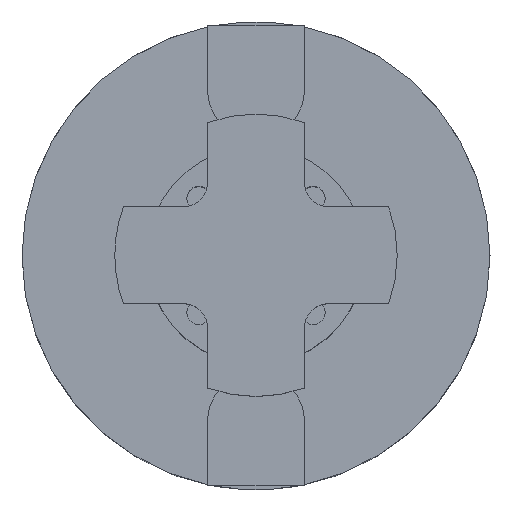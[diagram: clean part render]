
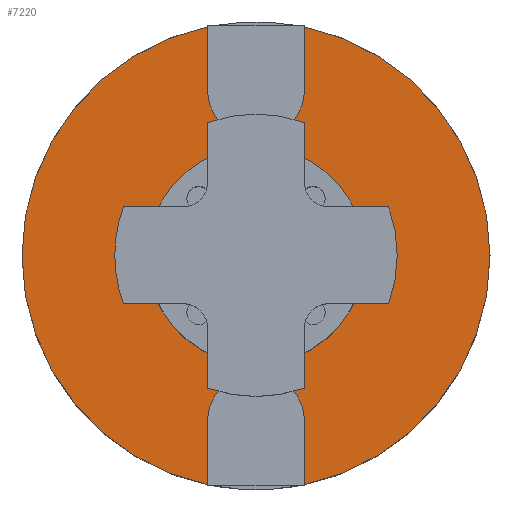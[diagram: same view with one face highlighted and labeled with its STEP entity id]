
A CAD part, top view. The second image highlights one B-rep face of the part: STEP entity #7220.
In plain terms, the highlighted planar face has unit normal (0, 0, 1).
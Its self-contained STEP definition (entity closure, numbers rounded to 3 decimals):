
#62 = CARTESIAN_POINT ( 'NONE',  ( -6., -20.5, 40. ) ) ;
#113 = CARTESIAN_POINT ( 'NONE',  ( -6., 20.5, 40. ) ) ;
#117 = ORIENTED_EDGE ( 'NONE', *, *, #6301, .F. ) ;
#145 = EDGE_CURVE ( 'NONE', #5048, #800, #5180, .T. ) ;
#199 = VERTEX_POINT ( 'NONE', #1064 ) ;
#277 = CARTESIAN_POINT ( 'NONE',  ( 6., -20.5, 40. ) ) ;
#303 = EDGE_CURVE ( 'NONE', #199, #2224, #1488, .T. ) ;
#317 = AXIS2_PLACEMENT_3D ( 'NONE', #4104, #2318, #1235 ) ;
#343 = CARTESIAN_POINT ( 'NONE',  ( -13.5, 0., 40. ) ) ;
#400 = CARTESIAN_POINT ( 'NONE',  ( 0., 0., 40. ) ) ;
#584 = CARTESIAN_POINT ( 'NONE',  ( 6., -28.373, 40. ) ) ;
#800 = VERTEX_POINT ( 'NONE', #6652 ) ;
#849 = EDGE_CURVE ( 'NONE', #4087, #2577, #7457, .T. ) ;
#977 = DIRECTION ( 'NONE',  ( 0., 1., 0. ) ) ;
#987 = DIRECTION ( 'NONE',  ( 0., 1., 0. ) ) ;
#1042 = AXIS2_PLACEMENT_3D ( 'NONE', #6479, #6505, #3015 ) ;
#1052 = ORIENTED_EDGE ( 'NONE', *, *, #6061, .F. ) ;
#1064 = CARTESIAN_POINT ( 'NONE',  ( 29., 0., 40. ) ) ;
#1234 = DIRECTION ( 'NONE',  ( 0., 0., -1. ) ) ;
#1235 = DIRECTION ( 'NONE',  ( -1., 0., 0. ) ) ;
#1248 = AXIS2_PLACEMENT_3D ( 'NONE', #6044, #4372, #2566 ) ;
#1429 = DIRECTION ( 'NONE',  ( 0., 0., -1. ) ) ;
#1434 = AXIS2_PLACEMENT_3D ( 'NONE', #4042, #1234, #5169 ) ;
#1463 = CIRCLE ( 'NONE', #3902, 6. ) ;
#1488 = CIRCLE ( 'NONE', #317, 29. ) ;
#1524 = EDGE_LOOP ( 'NONE', ( #1980, #1888, #6637, #4717, #1052, #5518, #6245, #117, #3631, #3149 ) ) ;
#1555 = VECTOR ( 'NONE', #5425, 1000. ) ;
#1736 = VECTOR ( 'NONE', #987, 1000. ) ;
#1816 = CIRCLE ( 'NONE', #4432, 13.5 ) ;
#1888 = ORIENTED_EDGE ( 'NONE', *, *, #5633, .F. ) ;
#1920 = LINE ( 'NONE', #5545, #1736 ) ;
#1932 = CARTESIAN_POINT ( 'NONE',  ( -6., -32.321, 40. ) ) ;
#1979 = DIRECTION ( 'NONE',  ( -1., 0., 0. ) ) ;
#1980 = ORIENTED_EDGE ( 'NONE', *, *, #2308, .F. ) ;
#2224 = VERTEX_POINT ( 'NONE', #584 ) ;
#2308 = EDGE_CURVE ( 'NONE', #3423, #2775, #4901, .T. ) ;
#2318 = DIRECTION ( 'NONE',  ( 0., 0., -1. ) ) ;
#2336 = VERTEX_POINT ( 'NONE', #277 ) ;
#2428 = EDGE_CURVE ( 'NONE', #2224, #2336, #1920, .T. ) ;
#2473 = VECTOR ( 'NONE', #977, 1000. ) ;
#2566 = DIRECTION ( 'NONE',  ( 1., 0., 0. ) ) ;
#2577 = VERTEX_POINT ( 'NONE', #2830 ) ;
#2704 = CIRCLE ( 'NONE', #1248, 6. ) ;
#2775 = VERTEX_POINT ( 'NONE', #113 ) ;
#2781 = EDGE_LOOP ( 'NONE', ( #4410, #5790 ) ) ;
#2830 = CARTESIAN_POINT ( 'NONE',  ( 13.5, 0., 40. ) ) ;
#2884 = DIRECTION ( 'NONE',  ( -1., 0., 0. ) ) ;
#3005 = CARTESIAN_POINT ( 'NONE',  ( 6., 28.373, 40. ) ) ;
#3015 = DIRECTION ( 'NONE',  ( -1., 0., 0. ) ) ;
#3149 = ORIENTED_EDGE ( 'NONE', *, *, #4559, .F. ) ;
#3153 = EDGE_CURVE ( 'NONE', #4708, #4934, #4967, .T. ) ;
#3281 = CARTESIAN_POINT ( 'NONE',  ( 6., 20.5, 40. ) ) ;
#3423 = VERTEX_POINT ( 'NONE', #3620 ) ;
#3620 = CARTESIAN_POINT ( 'NONE',  ( -6., 28.373, 40. ) ) ;
#3631 = ORIENTED_EDGE ( 'NONE', *, *, #3153, .F. ) ;
#3682 = PLANE ( 'NONE',  #4996 ) ;
#3807 = CARTESIAN_POINT ( 'NONE',  ( 0., 0., 40. ) ) ;
#3902 = AXIS2_PLACEMENT_3D ( 'NONE', #5785, #6850, #5731 ) ;
#3996 = FACE_OUTER_BOUND ( 'NONE', #1524, .T. ) ;
#4042 = CARTESIAN_POINT ( 'NONE',  ( 0., 0., 40. ) ) ;
#4056 = AXIS2_PLACEMENT_3D ( 'NONE', #6082, #1429, #1979 ) ;
#4087 = VERTEX_POINT ( 'NONE', #343 ) ;
#4104 = CARTESIAN_POINT ( 'NONE',  ( 0., 0., 40. ) ) ;
#4295 = LINE ( 'NONE', #1932, #6350 ) ;
#4323 = DIRECTION ( 'NONE',  ( 1., 0., 0. ) ) ;
#4372 = DIRECTION ( 'NONE',  ( 0., 0., 1. ) ) ;
#4410 = ORIENTED_EDGE ( 'NONE', *, *, #849, .T. ) ;
#4432 = AXIS2_PLACEMENT_3D ( 'NONE', #3807, #6765, #7325 ) ;
#4559 = EDGE_CURVE ( 'NONE', #2775, #4708, #2704, .T. ) ;
#4579 = DIRECTION ( 'NONE',  ( 0., 0., -1. ) ) ;
#4615 = EDGE_CURVE ( 'NONE', #2577, #4087, #1816, .T. ) ;
#4708 = VERTEX_POINT ( 'NONE', #3281 ) ;
#4717 = ORIENTED_EDGE ( 'NONE', *, *, #5024, .F. ) ;
#4901 = LINE ( 'NONE', #5478, #1555 ) ;
#4929 = VERTEX_POINT ( 'NONE', #62 ) ;
#4934 = VERTEX_POINT ( 'NONE', #3005 ) ;
#4967 = LINE ( 'NONE', #5653, #2473 ) ;
#4996 = AXIS2_PLACEMENT_3D ( 'NONE', #6011, #5445, #4323 ) ;
#5024 = EDGE_CURVE ( 'NONE', #4929, #5048, #4295, .T. ) ;
#5048 = VERTEX_POINT ( 'NONE', #5373 ) ;
#5169 = DIRECTION ( 'NONE',  ( -1., 0., 0. ) ) ;
#5180 = CIRCLE ( 'NONE', #6247, 29. ) ;
#5373 = CARTESIAN_POINT ( 'NONE',  ( -6., -28.373, 40. ) ) ;
#5425 = DIRECTION ( 'NONE',  ( 0., -1., 0. ) ) ;
#5445 = DIRECTION ( 'NONE',  ( 0., 0., 1. ) ) ;
#5461 = CIRCLE ( 'NONE', #1042, 29. ) ;
#5478 = CARTESIAN_POINT ( 'NONE',  ( -6., 29., 40. ) ) ;
#5518 = ORIENTED_EDGE ( 'NONE', *, *, #2428, .F. ) ;
#5545 = CARTESIAN_POINT ( 'NONE',  ( 6., 29., 40. ) ) ;
#5633 = EDGE_CURVE ( 'NONE', #800, #3423, #5929, .T. ) ;
#5653 = CARTESIAN_POINT ( 'NONE',  ( 6., 32.321, 40. ) ) ;
#5731 = DIRECTION ( 'NONE',  ( -1., 0., 0. ) ) ;
#5785 = CARTESIAN_POINT ( 'NONE',  ( 0., -20.5, 40. ) ) ;
#5790 = ORIENTED_EDGE ( 'NONE', *, *, #4615, .T. ) ;
#5929 = CIRCLE ( 'NONE', #1434, 29. ) ;
#6011 = CARTESIAN_POINT ( 'NONE',  ( 0., 29., 40. ) ) ;
#6044 = CARTESIAN_POINT ( 'NONE',  ( 0., 20.5, 40. ) ) ;
#6061 = EDGE_CURVE ( 'NONE', #2336, #4929, #1463, .T. ) ;
#6082 = CARTESIAN_POINT ( 'NONE',  ( 0., 0., 40. ) ) ;
#6245 = ORIENTED_EDGE ( 'NONE', *, *, #303, .F. ) ;
#6247 = AXIS2_PLACEMENT_3D ( 'NONE', #400, #4579, #2884 ) ;
#6301 = EDGE_CURVE ( 'NONE', #4934, #199, #5461, .T. ) ;
#6350 = VECTOR ( 'NONE', #7164, 1000. ) ;
#6479 = CARTESIAN_POINT ( 'NONE',  ( 0., 0., 40. ) ) ;
#6505 = DIRECTION ( 'NONE',  ( 0., 0., -1. ) ) ;
#6637 = ORIENTED_EDGE ( 'NONE', *, *, #145, .F. ) ;
#6652 = CARTESIAN_POINT ( 'NONE',  ( -29., 0., 40. ) ) ;
#6765 = DIRECTION ( 'NONE',  ( 0., 0., -1. ) ) ;
#6850 = DIRECTION ( 'NONE',  ( 0., 0., 1. ) ) ;
#7007 = FACE_BOUND ( 'NONE', #2781, .T. ) ;
#7164 = DIRECTION ( 'NONE',  ( 0., -1., 0. ) ) ;
#7220 = ADVANCED_FACE ( 'NONE', ( #3996, #7007 ), #3682, .T. ) ;
#7325 = DIRECTION ( 'NONE',  ( -1., 0., 0. ) ) ;
#7457 = CIRCLE ( 'NONE', #4056, 13.5 ) ;
